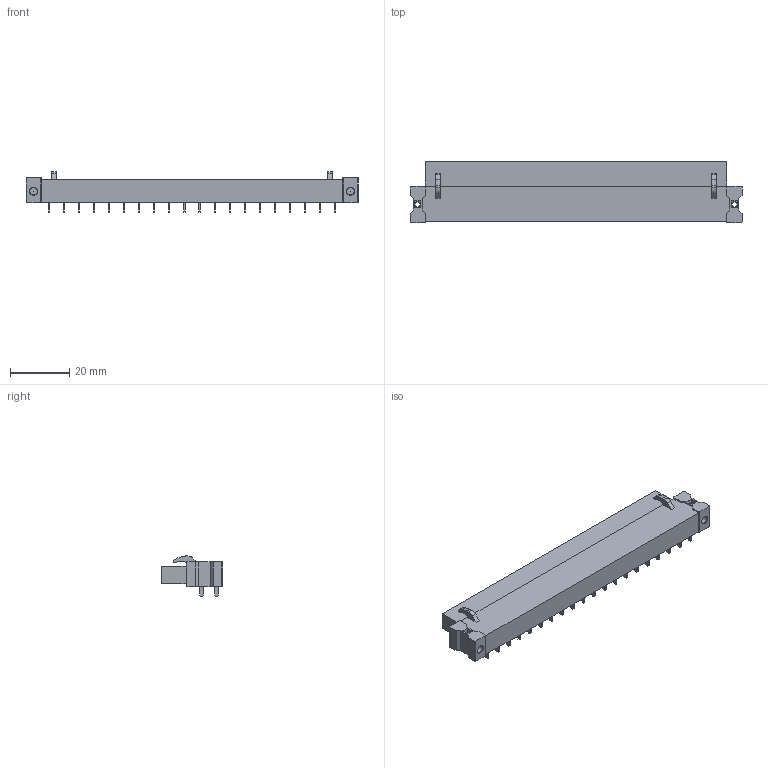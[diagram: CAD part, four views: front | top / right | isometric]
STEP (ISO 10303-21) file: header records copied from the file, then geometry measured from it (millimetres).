
FILE_DESCRIPTION(('CATIA V5 STEP','CAx-IF Rec.Pracs.--- Model Styling and Organization---1.2---2011-12-15'),'2;1');
FILE_NAME ('D1457333_0_1843930000_1843930000.stp','2018-09-01T03:07:37+00:00',('none'),('Weidmueller'),'CATIA Version 5-6 Release 2014','CATIA V5 STEP AP214','none');
FILE_SCHEMA(('AUTOMOTIVE_DESIGN { 1 0 10303 214 1 1 1 1 }'));
Length unit declared in the file: millimetre
Products named in the file (1): 1843930000
Bounding box: 111.76 x 20.65 x 13.48 mm (x, y, z)
Volume: 15097 mm3; surface area: 7590.3 mm2
Topology: 41 solids, 41 shells, 712 faces, 1670 edges, 1110 vertices
Faces by surface type: plane 622, cone 48, cylinder 42
Entity records: 18302 total; most frequent: ORIENTED_EDGE 3340, CARTESIAN_POINT 3168, DIRECTION 2444, EDGE_CURVE 1670, VECTOR 1498, LINE 1498, VERTEX_POINT 1110, EDGE_LOOP 794
